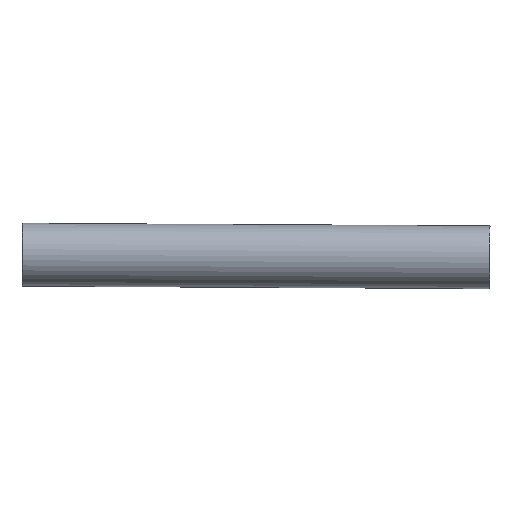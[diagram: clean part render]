
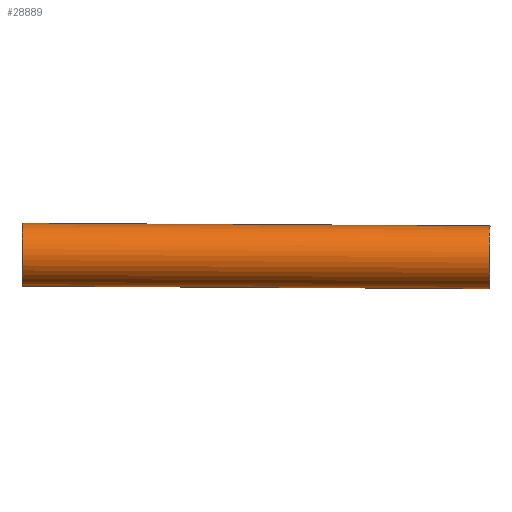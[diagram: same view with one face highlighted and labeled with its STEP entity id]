
A CAD part, front view. The second image highlights one B-rep face of the part: STEP entity #28889.
In plain terms, the highlighted cylindrical face has radius 27 mm (diameter 54 mm), a partial arc.
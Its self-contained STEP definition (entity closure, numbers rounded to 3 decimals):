
#1150 = VERTEX_POINT ( 'NONE', #23783 ) ;
#2134 = EDGE_CURVE ( 'NONE', #13512, #32173, #10618, .T. ) ;
#2354 = ORIENTED_EDGE ( 'NONE', *, *, #42887, .T. ) ;
#6329 = DIRECTION ( 'NONE',  ( -1., 0., 0.005 ) ) ;
#8298 = EDGE_LOOP ( 'NONE', ( #40686, #31095, #2354, #19844 ) ) ;
#10618 = CIRCLE ( 'NONE', #15086, 27. ) ;
#12026 = DIRECTION ( 'NONE',  ( -1., 0., 0.005 ) ) ;
#13512 = VERTEX_POINT ( 'NONE', #43667 ) ;
#15086 = AXIS2_PLACEMENT_3D ( 'NONE', #43789, #15587, #48133 ) ;
#15587 = DIRECTION ( 'NONE',  ( 1., 0., -0.005 ) ) ;
#16174 = DIRECTION ( 'NONE',  ( 0.005, 0., 1. ) ) ;
#16964 = CARTESIAN_POINT ( 'NONE',  ( 386.804, -85.135, -28.597 ) ) ;
#17811 = EDGE_CURVE ( 'NONE', #34710, #1150, #33870, .T. ) ;
#18046 = CARTESIAN_POINT ( 'NONE',  ( 386.657, -85.135, -55.597 ) ) ;
#19522 = AXIS2_PLACEMENT_3D ( 'NONE', #16964, #12026, #21721 ) ;
#19844 = ORIENTED_EDGE ( 'NONE', *, *, #2134, .T. ) ;
#21721 = DIRECTION ( 'NONE',  ( -0.005, 0., -1. ) ) ;
#23622 = EDGE_CURVE ( 'NONE', #34710, #32173, #43402, .T. ) ;
#23645 = CARTESIAN_POINT ( 'NONE',  ( 387.35, -85.135, -1.6 ) ) ;
#23783 = CARTESIAN_POINT ( 'NONE',  ( 386.95, -85.135, -1.598 ) ) ;
#26456 = VECTOR ( 'NONE', #40596, 1000. ) ;
#28889 = ADVANCED_FACE ( 'NONE', ( #30057 ), #61051, .T. ) ;
#29489 = LINE ( 'NONE', #23645, #51655 ) ;
#30057 = FACE_OUTER_BOUND ( 'NONE', #8298, .T. ) ;
#31066 = CARTESIAN_POINT ( 'NONE',  ( 387.057, -85.135, -55.599 ) ) ;
#31095 = ORIENTED_EDGE ( 'NONE', *, *, #17811, .T. ) ;
#32173 = VERTEX_POINT ( 'NONE', #48038 ) ;
#33870 = CIRCLE ( 'NONE', #19522, 27. ) ;
#34710 = VERTEX_POINT ( 'NONE', #18046 ) ;
#34944 = CARTESIAN_POINT ( 'NONE',  ( 387.204, -85.135, -28.599 ) ) ;
#40596 = DIRECTION ( 'NONE',  ( -1., 0., 0.005 ) ) ;
#40686 = ORIENTED_EDGE ( 'NONE', *, *, #23622, .F. ) ;
#42887 = EDGE_CURVE ( 'NONE', #1150, #13512, #29489, .T. ) ;
#43402 = LINE ( 'NONE', #31066, #26456 ) ;
#43667 = CARTESIAN_POINT ( 'NONE',  ( -14.244, -85.135, 0.579 ) ) ;
#43789 = CARTESIAN_POINT ( 'NONE',  ( -14.39, -85.135, -26.42 ) ) ;
#48038 = CARTESIAN_POINT ( 'NONE',  ( -14.537, -85.135, -53.42 ) ) ;
#48133 = DIRECTION ( 'NONE',  ( -0.005, 0., -1. ) ) ;
#51655 = VECTOR ( 'NONE', #55788, 1000. ) ;
#53627 = AXIS2_PLACEMENT_3D ( 'NONE', #34944, #6329, #16174 ) ;
#55788 = DIRECTION ( 'NONE',  ( -1., 0., 0.005 ) ) ;
#61051 = CYLINDRICAL_SURFACE ( 'NONE', #53627, 27. ) ;
